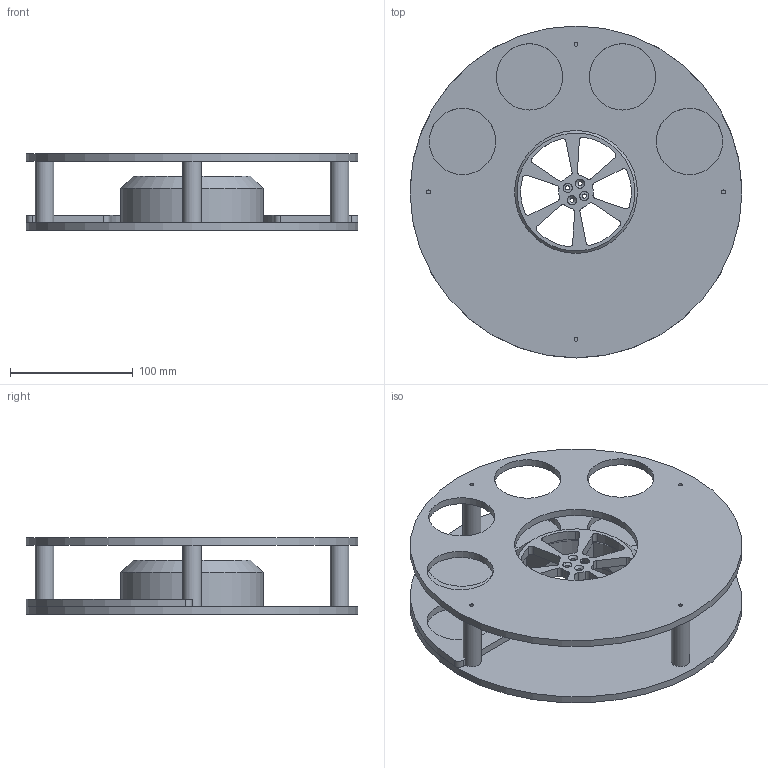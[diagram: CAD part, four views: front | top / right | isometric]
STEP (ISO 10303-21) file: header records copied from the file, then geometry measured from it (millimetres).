
FILE_DESCRIPTION(/* description */ (''),/* implementation_level */ '2;1');
FILE_NAME(/* name */ 'Поворотный_модуль.stp',/* time_stamp */ '2025-02-10T20:42:21+03:00',/* author */ ('User'),/* organization */ (''),/* preprocessor_version */ 'ST-DEVELOPER v18.1',/* originating_system */ 'Autodesk Inventor 2022',/* authorisation */ '');
FILE_SCHEMA (('AUTOMOTIVE_DESIGN { 1 0 10303 214 3 1 1 }'));
Length unit declared in the file: millimetre
Products named in the file (6): Поворотный_модуль; Диск_опорный; Фиксатор; Стойка; Диск_фиксирующий; Переходник
Assembly tree (8 placements, depth 2):
  Поворотный_модуль
    Диск_опорный
    Фиксатор
    Стойка  x4
    Диск_фиксирующий
    Переходник
Bounding box: 270 x 270 x 62 mm (x, y, z)
Volume: 778269.2 mm3; surface area: 285166 mm2
Topology: 8 solids, 8 shells, 187 faces, 440 edges, 279 vertices
Faces by surface type: cylinder 98, plane 58, cone 31
Full cylindrical faces by diameter (mm): 3.2 x8, 3.4 x10, 3.9 x14, 15 x4, 24 x1, 54 x8, 100 x2, 116 x1, 270 x2
Entity records: 5238 total; most frequent: DIRECTION 964, CARTESIAN_POINT 833, ORIENTED_EDGE 802, EDGE_CURVE 401, AXIS2_PLACEMENT_3D 389, VERTEX_POINT 255, EDGE_LOOP 232, CIRCLE 215
